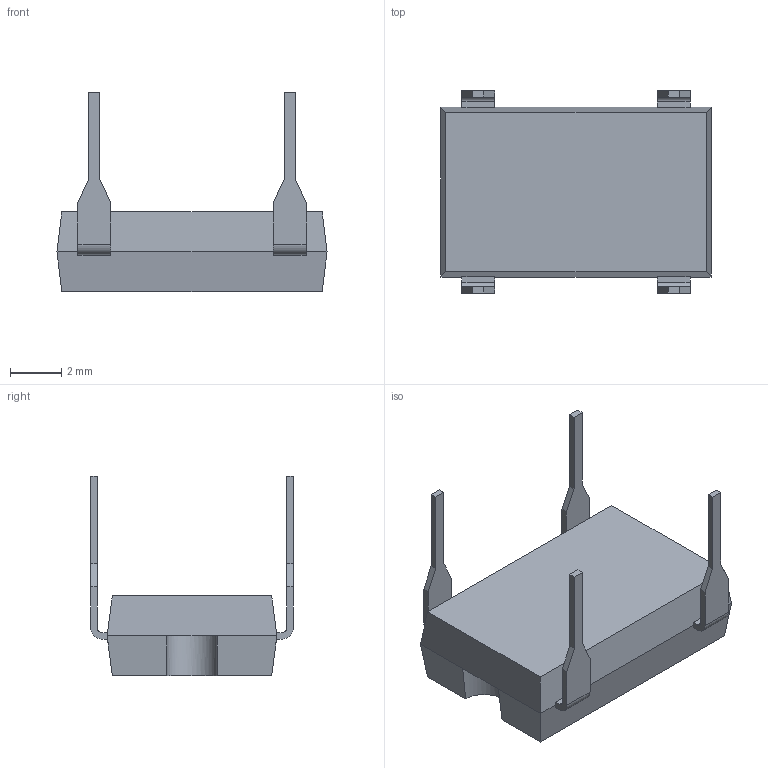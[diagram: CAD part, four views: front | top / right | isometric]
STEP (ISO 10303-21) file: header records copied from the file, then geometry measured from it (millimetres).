
FILE_DESCRIPTION (( 'STEP AP214' ), '1' );
FILE_NAME ('s1wb.STEP', '2021-04-16T18:07:01', ( '' ), ( '' ), 'SwSTEP 2.0', 'SolidWorks 2020', '' );
FILE_SCHEMA (( 'AUTOMOTIVE_DESIGN' ));
Length unit declared in the file: millimetre
Products named in the file (1): s1wb
Bounding box: 10.5 x 7.87 x 7.75 mm (x, y, z)
Volume: 207.2 mm3; surface area: 286.7 mm2
Topology: 1 solids, 1 shells, 65 faces, 183 edges, 120 vertices
Faces by surface type: plane 56, cylinder 9
Entity records: 2717 total; most frequent: CARTESIAN_POINT 375, ORIENTED_EDGE 366, DIRECTION 331, EDGE_CURVE 183, VECTOR 163, LINE 163, VERTEX_POINT 120, AXIS2_PLACEMENT_3D 84
